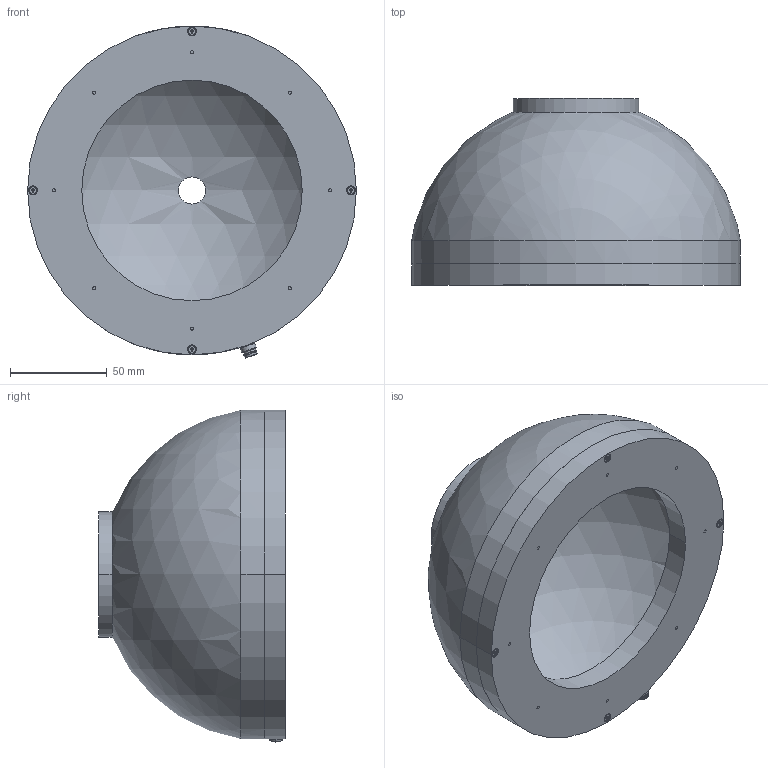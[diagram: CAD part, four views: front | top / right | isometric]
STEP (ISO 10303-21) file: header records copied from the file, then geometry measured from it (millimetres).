
FILE_DESCRIPTION(('STEP AP214'),'1');
FILE_NAME('Dome-170-Kundenmodell M8 Standard.stp','2020-04-07T12:00:33',(' '),(' '),'Spatial InterOp 3D',' ',' ');
FILE_SCHEMA(('AUTOMOTIVE_DESIGN { 1 0 10303 214 1 1 1 1 }'));
Length unit declared in the file: metre
Products named in the file (1): Volumenkörper
Bounding box: 170 x 96.51 x 171.63 mm (x, y, z)
Volume: 388562.5 mm3; surface area: 134138.7 mm2
Topology: 1 solids, 5 shells, 521 faces, 1369 edges, 836 vertices
Faces by surface type: cylinder 207, cone 144, plane 110, torus 42, sphere 18
Entity records: 20493 total; most frequent: CARTESIAN_POINT 5298, DIRECTION 2676, ORIENTED_EDGE 2578, EDGE_CURVE 1289, AXIS2_PLACEMENT_3D 1106, VERTEX_POINT 836, EDGE_LOOP 583, CIRCLE 577
